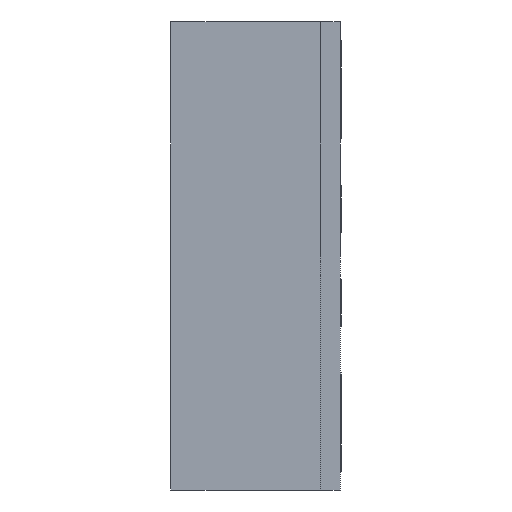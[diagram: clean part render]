
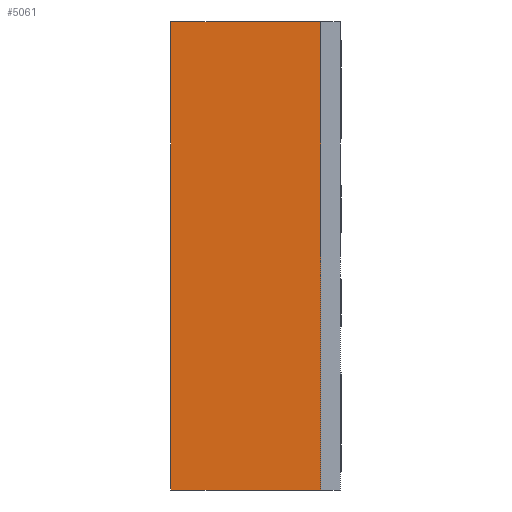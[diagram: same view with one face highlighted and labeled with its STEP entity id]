
A CAD part, left-side view. The second image highlights one B-rep face of the part: STEP entity #5061.
In plain terms, the highlighted planar face has unit normal (-1, 0, 0).
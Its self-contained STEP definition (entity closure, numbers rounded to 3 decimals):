
#4849=VERTEX_POINT('NONE',#4850);
#4850=CARTESIAN_POINT('',(-1.5,0.905,1.25));
#4867=VERTEX_POINT('NONE',#4868);
#4868=CARTESIAN_POINT('',(-1.5,0.905,-1.25));
#4874=EDGE_CURVE('NONE',#4867,#4849,#4875,.T.);
#4875=LINE('',#4876,#4877);
#4876=CARTESIAN_POINT('',(-1.5,0.905,-1.25));
#4877=VECTOR('',#4878,1.0);
#4878=DIRECTION('',(0.0,0.0,1.0));
#4987=VERTEX_POINT('NONE',#4988);
#4988=CARTESIAN_POINT('',(-1.5,0.105,1.25));
#5003=EDGE_CURVE('NONE',#4849,#4987,#5004,.T.);
#5004=LINE('',#5005,#5006);
#5005=CARTESIAN_POINT('',(-1.5,0.905,1.25));
#5006=VECTOR('',#5007,1.0);
#5007=DIRECTION('',(0.0,-1.0,0.0));
#5042=VERTEX_POINT('NONE',#5043);
#5043=CARTESIAN_POINT('',(-1.5,0.105,-1.25));
#5049=EDGE_CURVE('NONE',#5042,#4867,#5050,.F.);
#5050=LINE('',#5051,#5052);
#5051=CARTESIAN_POINT('',(-1.5,0.905,-1.25));
#5052=VECTOR('',#5053,1.0);
#5053=DIRECTION('',(0.0,-1.0,0.0));
#5061=ADVANCED_FACE('NONE',(#5062),#5073,.F.);
#5062=FACE_BOUND('NONE',#5063,.T.);
#5063=EDGE_LOOP('',(#5064,#5070,#5071,#5072));
#5064=ORIENTED_EDGE('',*,*,#5065,.T.);
#5065=EDGE_CURVE('NONE',#5042,#4987,#5066,.T.);
#5066=LINE('',#5067,#5068);
#5067=CARTESIAN_POINT('',(-1.5,0.105,-1.25));
#5068=VECTOR('',#5069,1.0);
#5069=DIRECTION('',(0.0,0.0,1.0));
#5070=ORIENTED_EDGE('',*,*,#5003,.F.);
#5071=ORIENTED_EDGE('',*,*,#4874,.F.);
#5072=ORIENTED_EDGE('',*,*,#5049,.F.);
#5073=PLANE('',#5074);
#5074=AXIS2_PLACEMENT_3D('',#5075,#5076,#5077);
#5075=CARTESIAN_POINT('',(-1.5,0.905,-1.25));
#5076=DIRECTION('',(1.0,0.0,0.0));
#5077=DIRECTION('',(0.0,0.0,-1.0));
